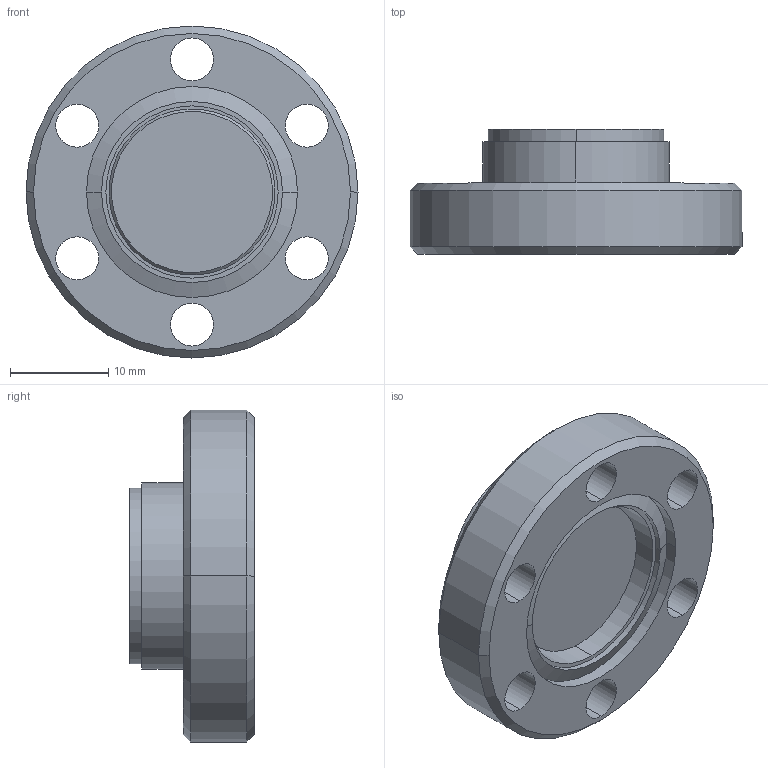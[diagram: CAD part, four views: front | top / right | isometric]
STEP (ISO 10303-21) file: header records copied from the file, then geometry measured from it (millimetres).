
FILE_DESCRIPTION (( 'STEP AP203' ), '1' );
FILE_NAME ('A0808-1-CF.STEP', '2011-10-03T14:46:33', ( '' ), ( '' ), 'SwSTEP 2.0', 'SolidWorks 2011', '' );
FILE_SCHEMA (( 'CONFIG_CONTROL_DESIGN' ));
Length unit declared in the file: inch
Products named in the file (1): A0808-1-CF
Bounding box: 33.78 x 12.7 x 33.78 mm (x, y, z)
Volume: 4748.5 mm3; surface area: 4555.3 mm2
Topology: 1 solids, 1 shells, 46 faces, 102 edges, 64 vertices
Faces by surface type: cylinder 30, cone 8, plane 8
Entity records: 1397 total; most frequent: DIRECTION 260, CARTESIAN_POINT 213, ORIENTED_EDGE 204, AXIS2_PLACEMENT_3D 111, EDGE_CURVE 102, VERTEX_POINT 64, EDGE_LOOP 64, CIRCLE 64
